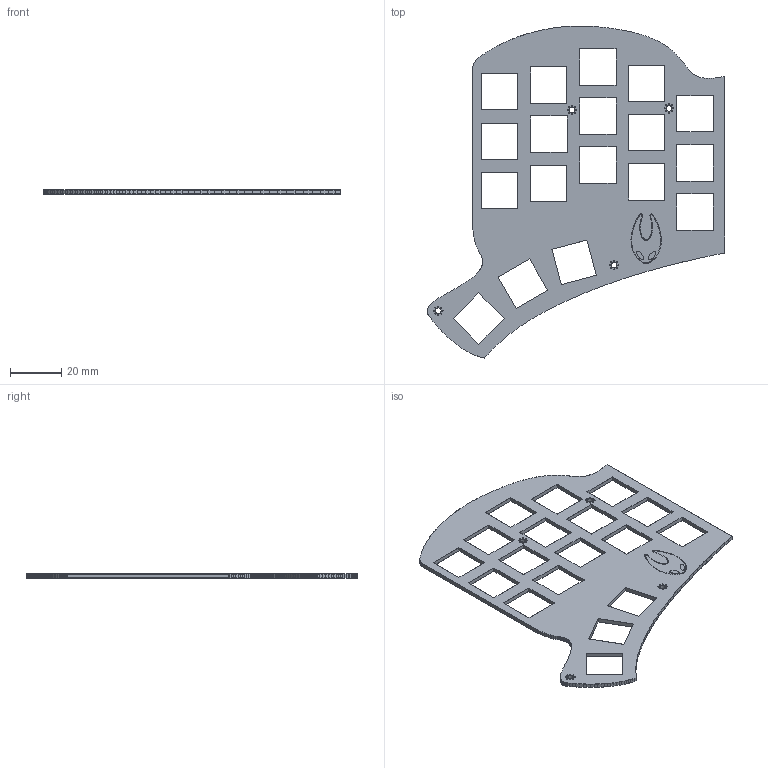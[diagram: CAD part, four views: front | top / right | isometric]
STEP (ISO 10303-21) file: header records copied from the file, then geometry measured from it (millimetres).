
FILE_DESCRIPTION(('KiCad electronic assembly'),'2;1');
FILE_NAME('top.step','2025-07-03T17:10:02',('Pcbnew'),('Kicad'), 'Open CASCADE STEP processor 7.6','KiCad to STEP converter','Unknown' );
FILE_SCHEMA(('AUTOMOTIVE_DESIGN { 1 0 10303 214 1 1 1 1 }'));
Length unit declared in the file: millimetre
Products named in the file (4): top 1; top_silkscreen; top_soldermask; top_PCB
Assembly tree (3 placements, depth 2):
  top 1
    top_silkscreen
    top_soldermask
    top_PCB
Bounding box: 115.75 x 129.24 x 1.66 mm (x, y, z)
Volume: 9445.5 mm3; surface area: 27354.1 mm2
Topology: 1 solids, 9 shells, 408 faces, 2416 edges, 2018 vertices
Faces by surface type: plane 372, cylinder 36
Full cylindrical faces by diameter (mm): 0.4 x32, 2.2 x4
Entity records: 23832 total; most frequent: CARTESIAN_POINT 4846, ORIENTED_EDGE 3610, DIRECTION 3473, EDGE_CURVE 2416, LINE 2183, VECTOR 2183, VERTEX_POINT 2018, AXIS2_PLACEMENT_3D 645
